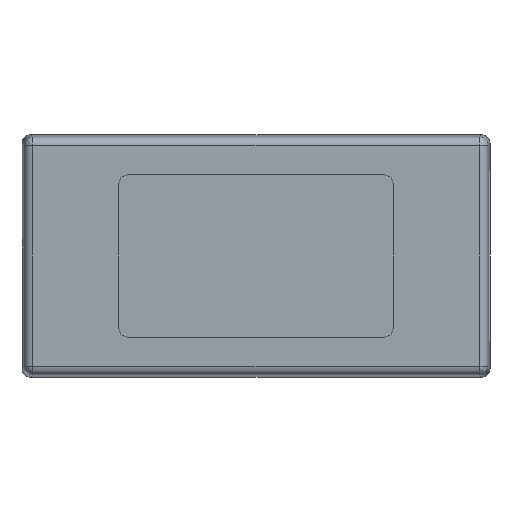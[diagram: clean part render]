
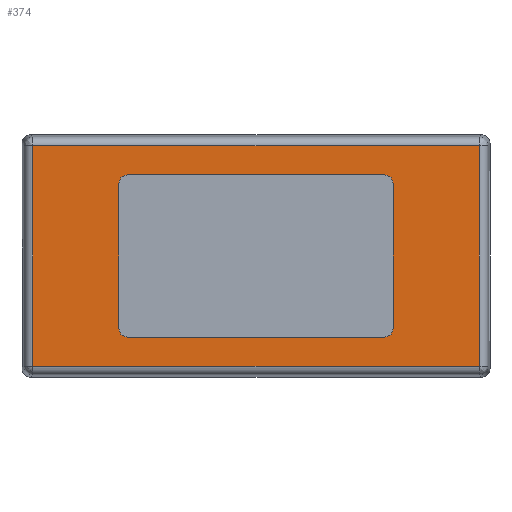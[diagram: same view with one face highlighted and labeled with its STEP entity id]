
A CAD part, front view. The second image highlights one B-rep face of the part: STEP entity #374.
In plain terms, the highlighted planar face has unit normal (0, -1, 0).
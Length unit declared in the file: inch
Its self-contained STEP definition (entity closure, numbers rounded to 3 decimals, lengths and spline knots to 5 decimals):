
#340 = FACE_BOUND ( 'NONE', #10936, .T. ) ;
#345 = FACE_OUTER_BOUND ( 'NONE', #10932, .T. ) ;
#374 = ADVANCED_FACE ( 'NONE', ( #340, #345 ), #10527, .F. ) ;
#1502 = VERTEX_POINT ( 'NONE', #2546 ) ;
#1757 = VERTEX_POINT ( 'NONE', #3231 ) ;
#1822 = VERTEX_POINT ( 'NONE', #3100 ) ;
#1895 = VERTEX_POINT ( 'NONE', #3004 ) ;
#1899 = VERTEX_POINT ( 'NONE', #2955 ) ;
#1901 = VERTEX_POINT ( 'NONE', #2978 ) ;
#1952 = VERTEX_POINT ( 'NONE', #2691 ) ;
#2025 = VERTEX_POINT ( 'NONE', #2563 ) ;
#2027 = VERTEX_POINT ( 'NONE', #2552 ) ;
#2033 = VERTEX_POINT ( 'NONE', #2504 ) ;
#2038 = VERTEX_POINT ( 'NONE', #2607 ) ;
#2063 = VERTEX_POINT ( 'NONE', #2861 ) ;
#2504 = CARTESIAN_POINT ( 'NONE',  ( -0.918, -0.5043, 0.58 ) ) ;
#2546 = CARTESIAN_POINT ( 'NONE',  ( 1.59526, -0.5043, -0.78817 ) ) ;
#2552 = CARTESIAN_POINT ( 'NONE',  ( -1.59526, -0.5043, -0.78817 ) ) ;
#2563 = CARTESIAN_POINT ( 'NONE',  ( -0.98, -0.5043, -0.518 ) ) ;
#2607 = CARTESIAN_POINT ( 'NONE',  ( -0.918, -0.5043, -0.58 ) ) ;
#2691 = CARTESIAN_POINT ( 'NONE',  ( -0.98, -0.5043, 0.518 ) ) ;
#2861 = CARTESIAN_POINT ( 'NONE',  ( 0.98, -0.5043, 0.518 ) ) ;
#2955 = CARTESIAN_POINT ( 'NONE',  ( 0.918, -0.5043, -0.58 ) ) ;
#2978 = CARTESIAN_POINT ( 'NONE',  ( 0.98, -0.5043, -0.518 ) ) ;
#3004 = CARTESIAN_POINT ( 'NONE',  ( 1.59526, -0.5043, 0.78817 ) ) ;
#3100 = CARTESIAN_POINT ( 'NONE',  ( 0.918, -0.5043, 0.58 ) ) ;
#3231 = CARTESIAN_POINT ( 'NONE',  ( -1.59526, -0.5043, 0.78817 ) ) ;
#3496 = ORIENTED_EDGE ( 'NONE', *, *, #12608, .F. ) ;
#3500 = ORIENTED_EDGE ( 'NONE', *, *, #10579, .F. ) ;
#3507 = ORIENTED_EDGE ( 'NONE', *, *, #12639, .T. ) ;
#3518 = ORIENTED_EDGE ( 'NONE', *, *, #12636, .T. ) ;
#3519 = ORIENTED_EDGE ( 'NONE', *, *, #10631, .F. ) ;
#3521 = ORIENTED_EDGE ( 'NONE', *, *, #12641, .T. ) ;
#3522 = ORIENTED_EDGE ( 'NONE', *, *, #12596, .F. ) ;
#3525 = ORIENTED_EDGE ( 'NONE', *, *, #12642, .F. ) ;
#3527 = ORIENTED_EDGE ( 'NONE', *, *, #10809, .F. ) ;
#3536 = ORIENTED_EDGE ( 'NONE', *, *, #12594, .F. ) ;
#3539 = ORIENTED_EDGE ( 'NONE', *, *, #12577, .T. ) ;
#3547 = ORIENTED_EDGE ( 'NONE', *, *, #12586, .F. ) ;
#4336 = DIRECTION ( 'NONE',  ( -1., 0., 0. ) ) ;
#4366 = DIRECTION ( 'NONE',  ( 0., 0., -1. ) ) ;
#4490 = CARTESIAN_POINT ( 'NONE',  ( -0.918, -0.5043, 0.58 ) ) ;
#4506 = CARTESIAN_POINT ( 'NONE',  ( 0.918, -0.5043, 0.518 ) ) ;
#4511 = DIRECTION ( 'NONE',  ( 0., -1., 0. ) ) ;
#5045 = CIRCLE ( 'NONE', #12350, 0.062 ) ;
#5062 = LINE ( 'NONE', #4490, #5065 ) ;
#5065 = VECTOR ( 'NONE', #4336, 39.37008 ) ;
#5113 = LINE ( 'NONE', #7449, #5116 ) ;
#5116 = VECTOR ( 'NONE', #7452, 39.37008 ) ;
#5336 = LINE ( 'NONE', #8068, #5339 ) ;
#5339 = VECTOR ( 'NONE', #8101, 39.37008 ) ;
#5352 = LINE ( 'NONE', #8217, #5355 ) ;
#5355 = VECTOR ( 'NONE', #8221, 39.37008 ) ;
#5365 = CIRCLE ( 'NONE', #8385, 0.062 ) ;
#5368 = LINE ( 'NONE', #8164, #5371 ) ;
#5371 = VECTOR ( 'NONE', #8175, 39.37008 ) ;
#5389 = CIRCLE ( 'NONE', #8387, 0.062 ) ;
#5439 = LINE ( 'NONE', #8213, #5442 ) ;
#5442 = VECTOR ( 'NONE', #8211, 39.37008 ) ;
#5445 = LINE ( 'NONE', #8204, #5448 ) ;
#5448 = VECTOR ( 'NONE', #8202, 39.37008 ) ;
#5449 = LINE ( 'NONE', #8226, #5451 ) ;
#5450 = CIRCLE ( 'NONE', #8392, 0.062 ) ;
#5451 = VECTOR ( 'NONE', #8251, 39.37008 ) ;
#5570 = AXIS2_PLACEMENT_3D ( 'NONE', #10518, #10517, #10515 ) ;
#7449 = CARTESIAN_POINT ( 'NONE',  ( 0.98, -0.5043, 0.518 ) ) ;
#7452 = DIRECTION ( 'NONE',  ( 0., 0., 1. ) ) ;
#8053 = DIRECTION ( 'NONE',  ( 0., -1., 0. ) ) ;
#8068 = CARTESIAN_POINT ( 'NONE',  ( 1.59526, -0.5043, 0.78657 ) ) ;
#8084 = CARTESIAN_POINT ( 'NONE',  ( 0.918, -0.5043, -0.518 ) ) ;
#8101 = DIRECTION ( 'NONE',  ( 0., 0., 1. ) ) ;
#8137 = DIRECTION ( 'NONE',  ( 0., 0., -1. ) ) ;
#8164 = CARTESIAN_POINT ( 'NONE',  ( -0.98, -0.5043, 0.518 ) ) ;
#8175 = DIRECTION ( 'NONE',  ( 0., 0., -1. ) ) ;
#8190 = DIRECTION ( 'NONE',  ( 0., 0., 1. ) ) ;
#8192 = DIRECTION ( 'NONE',  ( 0., -1., 0. ) ) ;
#8193 = CARTESIAN_POINT ( 'NONE',  ( -0.918, -0.5043, -0.518 ) ) ;
#8202 = DIRECTION ( 'NONE',  ( 0., 0., -1. ) ) ;
#8204 = CARTESIAN_POINT ( 'NONE',  ( -1.59526, -0.5043, -0.78657 ) ) ;
#8211 = DIRECTION ( 'NONE',  ( 1., 0., 0. ) ) ;
#8213 = CARTESIAN_POINT ( 'NONE',  ( 1.59366, -0.5043, -0.78817 ) ) ;
#8217 = CARTESIAN_POINT ( 'NONE',  ( -0.918, -0.5043, -0.58 ) ) ;
#8221 = DIRECTION ( 'NONE',  ( 1., 0., 0. ) ) ;
#8226 = CARTESIAN_POINT ( 'NONE',  ( -1.59366, -0.5043, 0.78817 ) ) ;
#8251 = DIRECTION ( 'NONE',  ( -1., 0., 0. ) ) ;
#8315 = DIRECTION ( 'NONE',  ( 0., 0., -1. ) ) ;
#8316 = DIRECTION ( 'NONE',  ( 0., -1., 0. ) ) ;
#8318 = CARTESIAN_POINT ( 'NONE',  ( -0.918, -0.5043, 0.518 ) ) ;
#8385 = AXIS2_PLACEMENT_3D ( 'NONE', #8084, #8053, #8137 ) ;
#8387 = AXIS2_PLACEMENT_3D ( 'NONE', #8318, #8316, #8315 ) ;
#8392 = AXIS2_PLACEMENT_3D ( 'NONE', #8193, #8192, #8190 ) ;
#10515 = DIRECTION ( 'NONE',  ( 0., 0., 1. ) ) ;
#10517 = DIRECTION ( 'NONE',  ( 0., 1., 0. ) ) ;
#10518 = CARTESIAN_POINT ( 'NONE',  ( 0., -0.5043, 0. ) ) ;
#10527 = PLANE ( 'NONE',  #5570 ) ;
#10579 = EDGE_CURVE ( 'NONE', #2063, #1822, #5045, .T. ) ;
#10631 = EDGE_CURVE ( 'NONE', #1822, #2033, #5062, .T. ) ;
#10809 = EDGE_CURVE ( 'NONE', #1901, #2063, #5113, .T. ) ;
#10932 = EDGE_LOOP ( 'NONE', ( #3521, #3507, #3518, #3539 ) ) ;
#10936 = EDGE_LOOP ( 'NONE', ( #3519, #3500, #3527, #3536, #3547, #3525, #3522, #3496 ) ) ;
#12350 = AXIS2_PLACEMENT_3D ( 'NONE', #4506, #4511, #4366 ) ;
#12577 = EDGE_CURVE ( 'NONE', #1502, #1895, #5336, .T. ) ;
#12586 = EDGE_CURVE ( 'NONE', #2038, #1899, #5352, .T. ) ;
#12594 = EDGE_CURVE ( 'NONE', #1899, #1901, #5365, .T. ) ;
#12596 = EDGE_CURVE ( 'NONE', #1952, #2025, #5368, .T. ) ;
#12608 = EDGE_CURVE ( 'NONE', #2033, #1952, #5389, .T. ) ;
#12636 = EDGE_CURVE ( 'NONE', #2027, #1502, #5439, .T. ) ;
#12639 = EDGE_CURVE ( 'NONE', #1757, #2027, #5445, .T. ) ;
#12641 = EDGE_CURVE ( 'NONE', #1895, #1757, #5449, .T. ) ;
#12642 = EDGE_CURVE ( 'NONE', #2025, #2038, #5450, .T. ) ;
